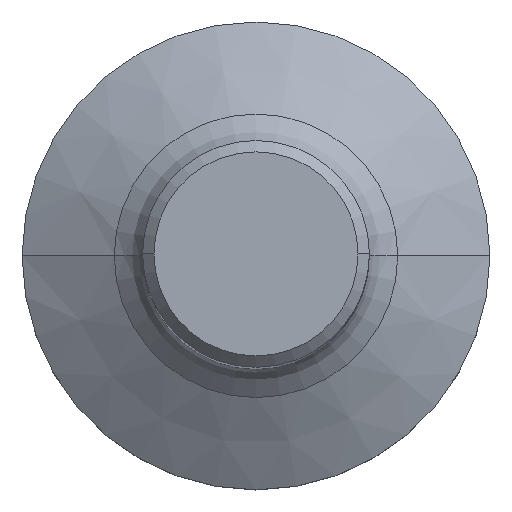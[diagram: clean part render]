
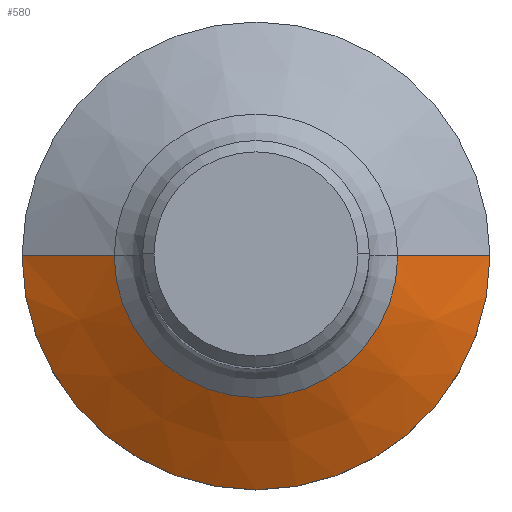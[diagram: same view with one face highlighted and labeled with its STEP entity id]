
A CAD part, top view. The second image highlights one B-rep face of the part: STEP entity #580.
In plain terms, the highlighted conical face has half-angle 60 degrees and reference radius 8.281 mm.
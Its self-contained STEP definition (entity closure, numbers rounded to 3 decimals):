
#241=CARTESIAN_POINT('',(0.,0.,-5.241));
#242=DIRECTION('',(0.,0.,1.));
#243=DIRECTION('',(-1.,0.,0.));
#244=AXIS2_PLACEMENT_3D('',#241,#242,#243);
#265=DIRECTION('',(0.866,0.,0.5));
#266=VECTOR('',#265,4.691);
#267=CARTESIAN_POINT('',(-10.313,0.,-7.586));
#268=LINE('',#267,#266);
#272=DIRECTION('',(-0.866,0.,0.5));
#273=VECTOR('',#272,4.691);
#274=CARTESIAN_POINT('',(10.313,0.,-7.586));
#275=LINE('',#274,#273);
#279=CARTESIAN_POINT('',(0.,0.,-7.586));
#280=DIRECTION('',(0.,0.,1.));
#281=DIRECTION('',(-1.,0.,0.));
#282=AXIS2_PLACEMENT_3D('',#279,#280,#281);
#334=CARTESIAN_POINT('',(-10.313,0.,-7.586));
#336=VERTEX_POINT('',#334);
#337=CARTESIAN_POINT('',(-6.25,0.,-5.241));
#338=VERTEX_POINT('',#337);
#339=CARTESIAN_POINT('',(10.313,0.,-7.586));
#340=VERTEX_POINT('',#339);
#341=CARTESIAN_POINT('',(6.25,0.,-5.241));
#342=VERTEX_POINT('',#341);
#568=CARTESIAN_POINT('',(0.,0.,-6.413));
#569=DIRECTION('',(0.,0.,-1.));
#570=DIRECTION('',(1.,0.,0.));
#571=AXIS2_PLACEMENT_3D('',#568,#569,#570);
#572=CONICAL_SURFACE('',#571,8.281,60.);
#573=ORIENTED_EDGE('',*,*,#558,.T.);
#574=ORIENTED_EDGE('',*,*,#535,.T.);
#575=ORIENTED_EDGE('',*,*,#562,.F.);
#577=ORIENTED_EDGE('',*,*,#576,.F.);
#578=EDGE_LOOP('',(#573,#574,#575,#577));
#579=FACE_OUTER_BOUND('',#578,.F.);
#245=CIRCLE('',#244,6.25);
#283=CIRCLE('',#282,10.313);
#535=EDGE_CURVE('',#338,#342,#245,.T.);
#558=EDGE_CURVE('',#336,#338,#268,.T.);
#562=EDGE_CURVE('',#340,#342,#275,.T.);
#576=EDGE_CURVE('',#336,#340,#283,.T.);
#580=ADVANCED_FACE('',(#579),#572,.T.);
